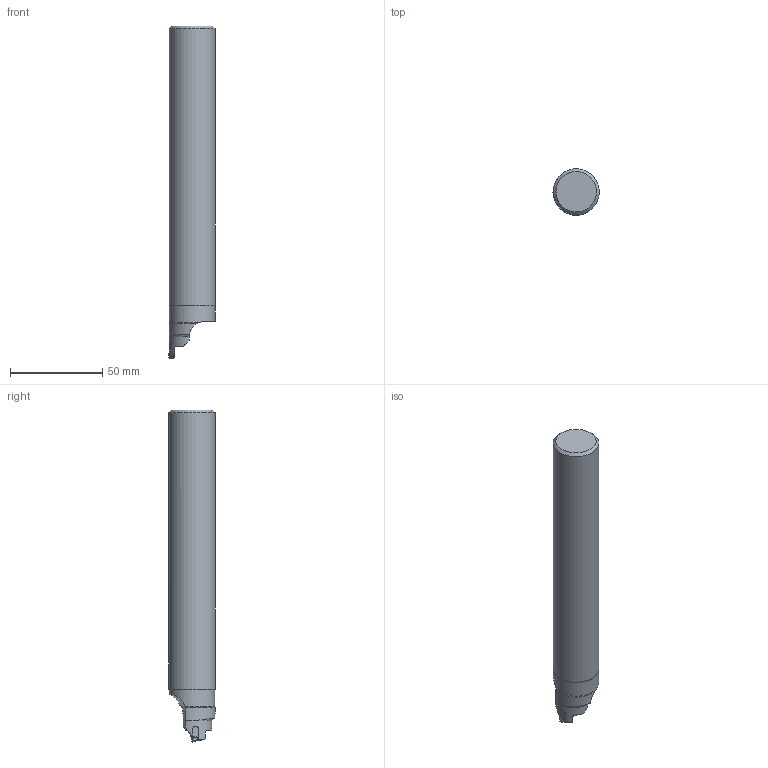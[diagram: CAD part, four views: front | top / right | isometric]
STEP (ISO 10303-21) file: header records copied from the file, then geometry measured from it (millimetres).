
FILE_DESCRIPTION(/* description */ (''),/* implementation_level */ '2;1');
FILE_NAME(/* name */ 'toolassembly_1.stp',/* time_stamp */ '2021-11-29T12:12:54+01:00',/* author */ (''),/* organization */ ('SMS'),/* preprocessor_version */ 'ST-DEVELOPER v16.7',/* originating_system */ 'SIEMENS PLM Software NX 12.0',/* authorisation */ '');
FILE_SCHEMA (('AUTOMOTIVE_DESIGN { 1 0 10303 214 3 1 1 1 }'));
Length unit declared in the file: millimetre
Products named in the file (4): ASSEMBLY_CONSTRUCTION; CUT_20211129121216; NOCUT_20211129121153; TOOLASSEMBLY_1
Assembly tree (3 placements, depth 2):
  TOOLASSEMBLY_1
    NOCUT_20211129121153
    CUT_20211129121216
    ASSEMBLY_CONSTRUCTION
Bounding box: 25.23 x 24.99 x 180 mm (x, y, z)
Volume: 79957.8 mm3; surface area: 14110.6 mm2
Topology: 2 solids, 2 shells, 106 faces, 275 edges, 175 vertices
Faces by surface type: plane 37, cylinder 31, bspline 19, extrusion 11, torus 5, cone 3
Full cylindrical faces by diameter (mm): 24.75 x1, 24.965 x1
Entity records: 5308 total; most frequent: CARTESIAN_POINT 2766, ORIENTED_EDGE 530, DIRECTION 458, EDGE_CURVE 265, AXIS2_PLACEMENT_3D 168, VERTEX_POINT 167, VECTOR 122, LINE 111
